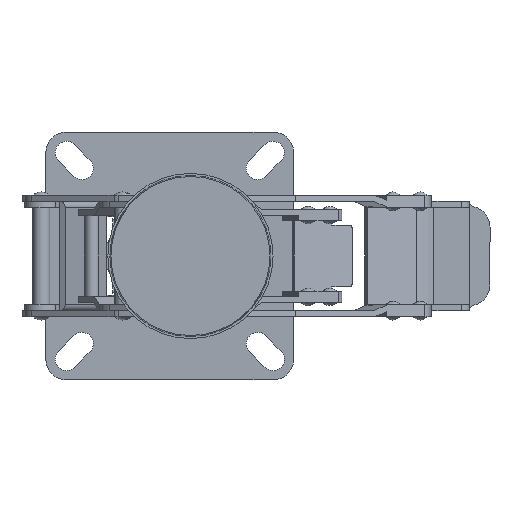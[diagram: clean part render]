
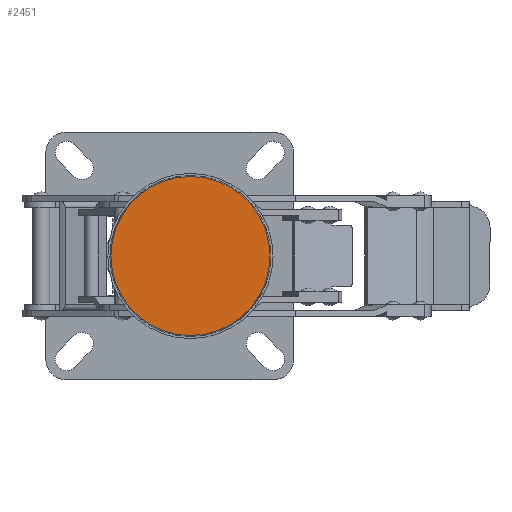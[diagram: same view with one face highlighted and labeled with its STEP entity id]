
A CAD part, front view. The second image highlights one B-rep face of the part: STEP entity #2451.
In plain terms, the highlighted planar face has unit normal (0, -1, 0).
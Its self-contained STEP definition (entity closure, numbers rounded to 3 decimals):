
#2395 = VERTEX_POINT ( 'NONE', #6785 ) ;
#2398 = VERTEX_POINT ( 'NONE', #6784 ) ;
#2411 = EDGE_LOOP ( 'NONE', ( #2453, #2454 ) ) ;
#2451 = ADVANCED_FACE ( 'NONE', ( #6927 ), #6872, .F. ) ;
#2453 = ORIENTED_EDGE ( 'NONE', *, *, #2460, .F. ) ;
#2454 = ORIENTED_EDGE ( 'NONE', *, *, #2461, .F. ) ;
#2460 = EDGE_CURVE ( 'NONE', #2395, #2398, #6905, .T. ) ;
#2461 = EDGE_CURVE ( 'NONE', #2398, #2395, #6906, .T. ) ;
#6784 = CARTESIAN_POINT ( 'NONE',  ( 0., 0., -38.5 ) ) ;
#6785 = CARTESIAN_POINT ( 'NONE',  ( 0., 0., 38.5 ) ) ;
#6872 = PLANE ( 'NONE',  #6873 ) ;
#6873 = AXIS2_PLACEMENT_3D ( 'NONE', #6917, #6916, #6915 ) ;
#6899 = DIRECTION ( 'NONE',  ( 0., 1., 0. ) ) ;
#6900 = AXIS2_PLACEMENT_3D ( 'NONE', #6955, #6954, #6953 ) ;
#6902 = CARTESIAN_POINT ( 'NONE',  ( 0., 0., 0. ) ) ;
#6905 = CIRCLE ( 'NONE', #6907, 38.5 ) ;
#6906 = CIRCLE ( 'NONE', #6900, 38.5 ) ;
#6907 = AXIS2_PLACEMENT_3D ( 'NONE', #6902, #6899, #6958 ) ;
#6915 = DIRECTION ( 'NONE',  ( 0., 0., 1. ) ) ;
#6916 = DIRECTION ( 'NONE',  ( 0., 1., 0. ) ) ;
#6917 = CARTESIAN_POINT ( 'NONE',  ( 38.5, 0., 0. ) ) ;
#6927 = FACE_OUTER_BOUND ( 'NONE', #2411, .T. ) ;
#6953 = DIRECTION ( 'NONE',  ( 0., 0., 1. ) ) ;
#6954 = DIRECTION ( 'NONE',  ( 0., 1., 0. ) ) ;
#6955 = CARTESIAN_POINT ( 'NONE',  ( 0., 0., 0. ) ) ;
#6958 = DIRECTION ( 'NONE',  ( 0., 0., 1. ) ) ;
